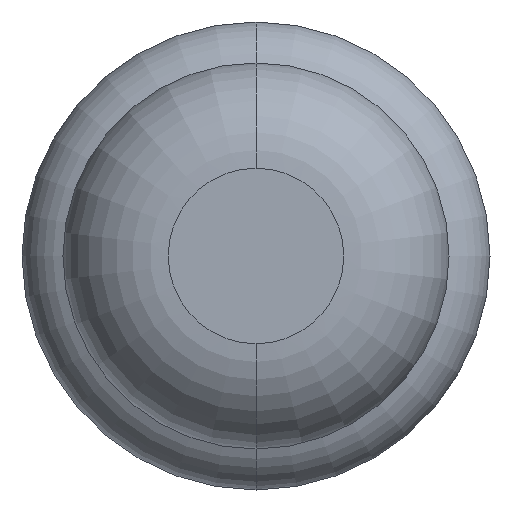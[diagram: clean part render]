
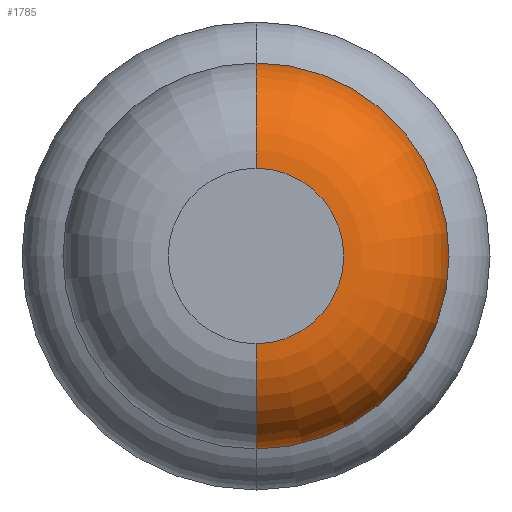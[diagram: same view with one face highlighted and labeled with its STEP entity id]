
A CAD part, front view. The second image highlights one B-rep face of the part: STEP entity #1785.
In plain terms, the highlighted toroidal (fillet/blend) face has major radius 0.375 mm and minor radius 0.45 mm.
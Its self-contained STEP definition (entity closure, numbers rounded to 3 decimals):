
#91 = AXIS2_PLACEMENT_3D ( 'NONE', #1400, #830, #500 ) ;
#140 = CARTESIAN_POINT ( 'NONE',  ( 0., -26., -0.375 ) ) ;
#179 = CARTESIAN_POINT ( 'NONE',  ( 0., -25.55, 0.825 ) ) ;
#422 = TOROIDAL_SURFACE ( 'NONE', #2411, 0.375, 0.45 ) ;
#444 = CARTESIAN_POINT ( 'NONE',  ( 0., -25.55, 0.375 ) ) ;
#494 = VERTEX_POINT ( 'NONE', #3385 ) ;
#500 = DIRECTION ( 'NONE',  ( 0., 0., 1. ) ) ;
#632 = EDGE_CURVE ( 'Defeature ausgef�hrt3_8+Defeature ausgef�hrt3_7+Defeature ausgef�hrt3_7+Defeature ausgef�hrt3_7', #1548, #494, #3457, .T. ) ;
#694 = AXIS2_PLACEMENT_3D ( 'NONE', #791, #2821, #1082 ) ;
#791 = CARTESIAN_POINT ( 'NONE',  ( 0., -25.55, -0.375 ) ) ;
#830 = DIRECTION ( 'NONE',  ( 0., 1., 0. ) ) ;
#835 = AXIS2_PLACEMENT_3D ( 'NONE', #2536, #3442, #884 ) ;
#871 = EDGE_LOOP ( 'NONE', ( #1593, #1754, #2129, #3625 ) ) ;
#884 = DIRECTION ( 'NONE',  ( 0., 0., 1. ) ) ;
#892 = DIRECTION ( 'NONE',  ( 0., 1., 0. ) ) ;
#905 = CARTESIAN_POINT ( 'NONE',  ( 0., -25.55, 0. ) ) ;
#925 = CIRCLE ( 'NONE', #91, 0.375 ) ;
#1082 = DIRECTION ( 'NONE',  ( 0., 0., -1. ) ) ;
#1089 = EDGE_CURVE ( 'Defeature ausgef�hrt3_7+Defeature ausgef�hrt3_6+Defeature ausgef�hrt3_6+Defeature ausgef�hrt3_6', #1378, #1450, #925, .T. ) ;
#1281 = DIRECTION ( 'NONE',  ( 0., 0., 1. ) ) ;
#1378 = VERTEX_POINT ( 'NONE', #3227 ) ;
#1400 = CARTESIAN_POINT ( 'NONE',  ( 0., -26., 0. ) ) ;
#1450 = VERTEX_POINT ( 'NONE', #140 ) ;
#1548 = VERTEX_POINT ( 'NONE', #179 ) ;
#1593 = ORIENTED_EDGE ( 'NONE', *, *, #1089, .T. ) ;
#1685 = EDGE_CURVE ( 'NONE', #1450, #494, #2426, .T. ) ;
#1754 = ORIENTED_EDGE ( 'NONE', *, *, #1685, .T. ) ;
#1785 = ADVANCED_FACE ( 'Defeature ausgef�hrt3_7', ( #1933 ), #422, .T. ) ;
#1933 = FACE_OUTER_BOUND ( 'NONE', #871, .T. ) ;
#2129 = ORIENTED_EDGE ( 'NONE', *, *, #632, .F. ) ;
#2335 = CIRCLE ( 'NONE', #3354, 0.45 ) ;
#2411 = AXIS2_PLACEMENT_3D ( 'NONE', #905, #892, #3162 ) ;
#2426 = CIRCLE ( 'NONE', #694, 0.45 ) ;
#2536 = CARTESIAN_POINT ( 'NONE',  ( 0., -25.55, 0. ) ) ;
#2620 = EDGE_CURVE ( 'NONE', #1378, #1548, #2335, .T. ) ;
#2692 = DIRECTION ( 'NONE',  ( -1., 0., 0. ) ) ;
#2821 = DIRECTION ( 'NONE',  ( 1., 0., 0. ) ) ;
#3162 = DIRECTION ( 'NONE',  ( 0., 0., 1. ) ) ;
#3227 = CARTESIAN_POINT ( 'NONE',  ( 0., -26., 0.375 ) ) ;
#3354 = AXIS2_PLACEMENT_3D ( 'NONE', #444, #2692, #1281 ) ;
#3385 = CARTESIAN_POINT ( 'NONE',  ( 0., -25.55, -0.825 ) ) ;
#3442 = DIRECTION ( 'NONE',  ( 0., 1., 0. ) ) ;
#3457 = CIRCLE ( 'NONE', #835, 0.825 ) ;
#3625 = ORIENTED_EDGE ( 'NONE', *, *, #2620, .F. ) ;
